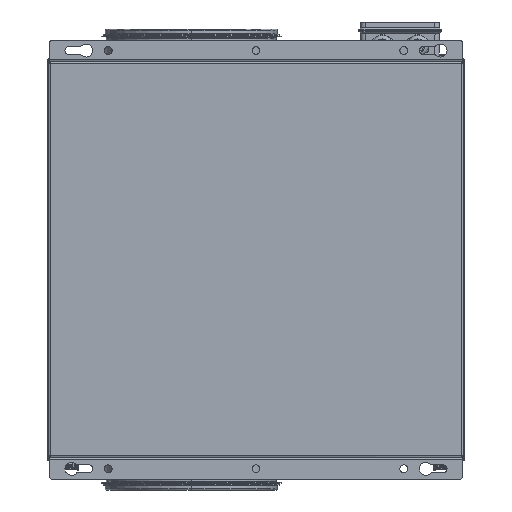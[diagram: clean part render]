
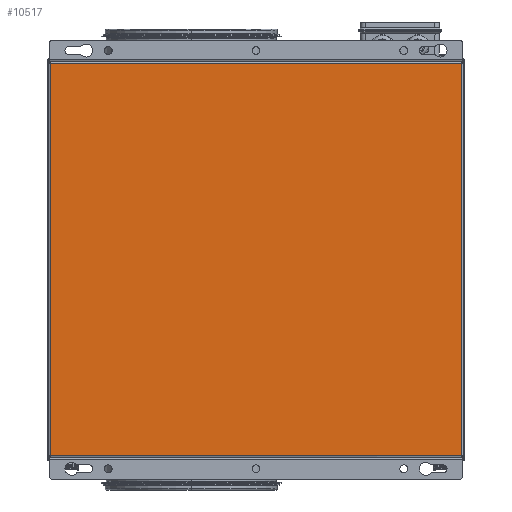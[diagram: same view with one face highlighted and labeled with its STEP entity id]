
A CAD part, front view. The second image highlights one B-rep face of the part: STEP entity #10517.
In plain terms, the highlighted planar face has unit normal (0, -1, 0).
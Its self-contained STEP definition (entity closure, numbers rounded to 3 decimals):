
#1844 = CARTESIAN_POINT ( 'NONE',  ( 238., 0., -227. ) ) ;
#1847 = CARTESIAN_POINT ( 'NONE',  ( -238., 0., -227. ) ) ;
#1863 = CARTESIAN_POINT ( 'NONE',  ( 238., 0., 227. ) ) ;
#1879 = CARTESIAN_POINT ( 'NONE',  ( -238., 0., 227. ) ) ;
#6098 = CARTESIAN_POINT ( 'NONE',  ( -240., 0., 229. ) ) ;
#6101 = PLANE ( 'NONE',  #18065 ) ;
#6103 = DIRECTION ( 'NONE',  ( 0., 1., 0. ) ) ;
#6104 = DIRECTION ( 'NONE',  ( 0., 0., 1. ) ) ;
#10297 = FACE_OUTER_BOUND ( 'NONE', #30118, .T. ) ;
#10517 = ADVANCED_FACE ( 'NONE', ( #10297 ), #6101, .F. ) ;
#13409 = LINE ( 'NONE', #14241, #13411 ) ;
#13411 = VECTOR ( 'NONE', #14243, 1000. ) ;
#13492 = LINE ( 'NONE', #14420, #13496 ) ;
#13496 = VECTOR ( 'NONE', #14405, 1000. ) ;
#13503 = LINE ( 'NONE', #14434, #13506 ) ;
#13506 = VECTOR ( 'NONE', #14435, 1000. ) ;
#13523 = LINE ( 'NONE', #14494, #13526 ) ;
#13526 = VECTOR ( 'NONE', #14495, 1000. ) ;
#14241 = CARTESIAN_POINT ( 'NONE',  ( 238., 0., 227. ) ) ;
#14243 = DIRECTION ( 'NONE',  ( -1., 0., 0. ) ) ;
#14405 = DIRECTION ( 'NONE',  ( 1., 0., 0. ) ) ;
#14420 = CARTESIAN_POINT ( 'NONE',  ( -238., 0., -227. ) ) ;
#14434 = CARTESIAN_POINT ( 'NONE',  ( -238., 0., 229. ) ) ;
#14435 = DIRECTION ( 'NONE',  ( 0., 0., -1. ) ) ;
#14494 = CARTESIAN_POINT ( 'NONE',  ( 238., 0., -229. ) ) ;
#14495 = DIRECTION ( 'NONE',  ( 0., 0., 1. ) ) ;
#17538 = ORIENTED_EDGE ( 'NONE', *, *, #21167, .T. ) ;
#17539 = ORIENTED_EDGE ( 'NONE', *, *, #21107, .T. ) ;
#17540 = ORIENTED_EDGE ( 'NONE', *, *, #21181, .T. ) ;
#17541 = ORIENTED_EDGE ( 'NONE', *, *, #21162, .T. ) ;
#18065 = AXIS2_PLACEMENT_3D ( 'NONE', #6098, #6103, #6104 ) ;
#21107 = EDGE_CURVE ( 'NONE', #29244, #29253, #13409, .T. ) ;
#21162 = EDGE_CURVE ( 'NONE', #29234, #29232, #13492, .T. ) ;
#21167 = EDGE_CURVE ( 'NONE', #29253, #29234, #13503, .T. ) ;
#21181 = EDGE_CURVE ( 'NONE', #29232, #29244, #13523, .T. ) ;
#29232 = VERTEX_POINT ( 'NONE', #1844 ) ;
#29234 = VERTEX_POINT ( 'NONE', #1847 ) ;
#29244 = VERTEX_POINT ( 'NONE', #1863 ) ;
#29253 = VERTEX_POINT ( 'NONE', #1879 ) ;
#30118 = EDGE_LOOP ( 'NONE', ( #17541, #17540, #17539, #17538 ) ) ;
